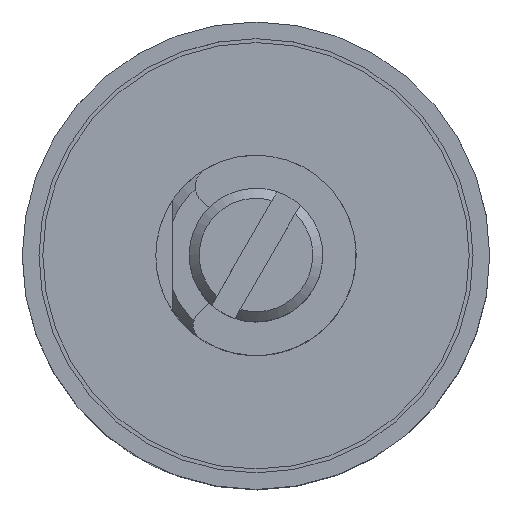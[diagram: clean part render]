
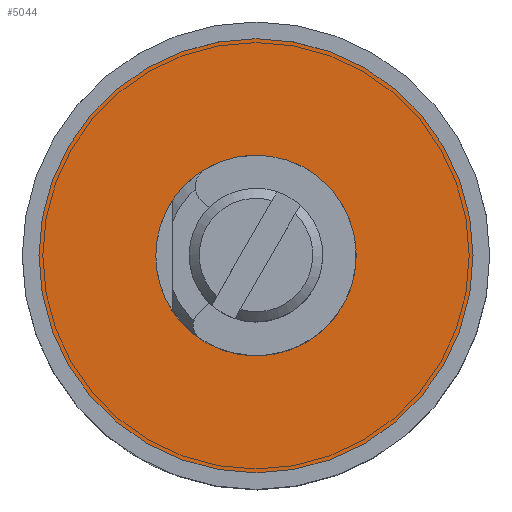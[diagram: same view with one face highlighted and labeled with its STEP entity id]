
A CAD part, top view. The second image highlights one B-rep face of the part: STEP entity #5044.
In plain terms, the highlighted planar face has unit normal (0, 0, 1).
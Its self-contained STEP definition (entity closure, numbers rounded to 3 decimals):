
#815 = CARTESIAN_POINT ( 'NONE',  ( 0., 0., 0.5 ) ) ;
#874 = CARTESIAN_POINT ( 'NONE',  ( -3., 0., 0.5 ) ) ;
#1221 = DIRECTION ( 'NONE',  ( 1., 0., 0. ) ) ;
#1640 = AXIS2_PLACEMENT_3D ( 'NONE', #815, #3209, #2299 ) ;
#1663 = EDGE_CURVE ( 'NONE', #4249, #4249, #8858, .T. ) ;
#1740 = DIRECTION ( 'NONE',  ( 0., 0., 1. ) ) ;
#2299 = DIRECTION ( 'NONE',  ( -1., 0., 0. ) ) ;
#2546 = DIRECTION ( 'NONE',  ( 1., 0., 0. ) ) ;
#2654 = CIRCLE ( 'NONE', #8968, 6.5 ) ;
#2692 = CARTESIAN_POINT ( 'NONE',  ( 0., 0., 0.5 ) ) ;
#3209 = DIRECTION ( 'NONE',  ( 0., 0., -1. ) ) ;
#3779 = EDGE_LOOP ( 'NONE', ( #3783 ) ) ;
#3783 = ORIENTED_EDGE ( 'NONE', *, *, #1663, .T. ) ;
#4249 = VERTEX_POINT ( 'NONE', #874 ) ;
#4934 = FACE_OUTER_BOUND ( 'NONE', #5480, .T. ) ;
#4944 = CARTESIAN_POINT ( 'NONE',  ( 6.5, 0., 0.5 ) ) ;
#5044 = ADVANCED_FACE ( 'NONE', ( #6699, #4934 ), #8427, .T. ) ;
#5257 = VERTEX_POINT ( 'NONE', #4944 ) ;
#5480 = EDGE_LOOP ( 'NONE', ( #8270 ) ) ;
#6699 = FACE_BOUND ( 'NONE', #3779, .T. ) ;
#6857 = EDGE_CURVE ( 'NONE', #5257, #5257, #2654, .T. ) ;
#7652 = DIRECTION ( 'NONE',  ( 0., 0., 1. ) ) ;
#7864 = AXIS2_PLACEMENT_3D ( 'NONE', #10047, #7652, #1221 ) ;
#8270 = ORIENTED_EDGE ( 'NONE', *, *, #6857, .T. ) ;
#8427 = PLANE ( 'NONE',  #7864 ) ;
#8858 = CIRCLE ( 'NONE', #1640, 3. ) ;
#8968 = AXIS2_PLACEMENT_3D ( 'NONE', #2692, #1740, #2546 ) ;
#10047 = CARTESIAN_POINT ( 'NONE',  ( 3., 0., 0.5 ) ) ;
